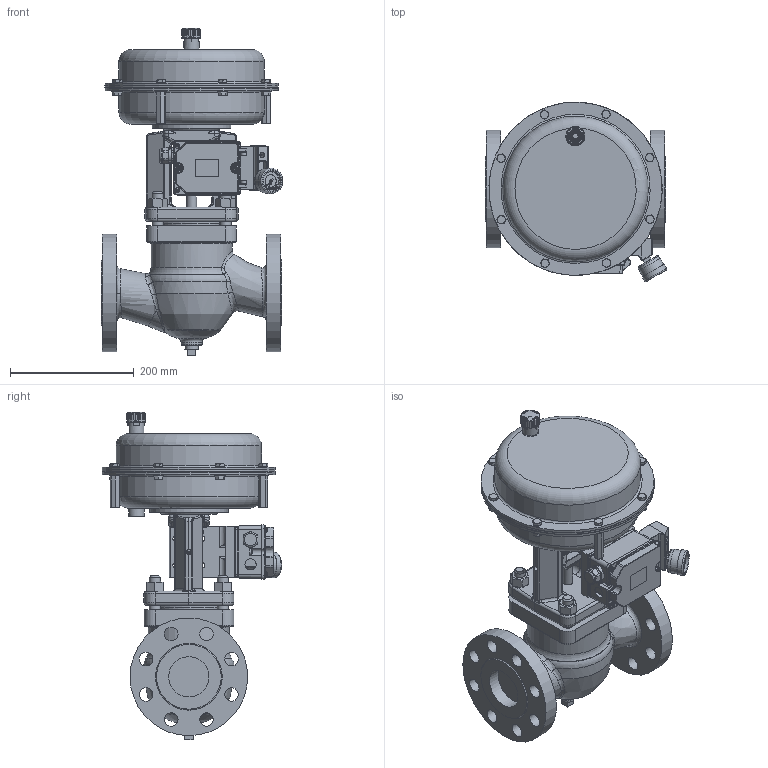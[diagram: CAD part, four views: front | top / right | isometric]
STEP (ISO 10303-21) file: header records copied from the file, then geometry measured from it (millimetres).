
FILE_DESCRIPTION(/* description */ (''),/* implementation_level */ '2;1');
FILE_NAME(/* name */ 'rct20-065-a0300-00.stp',/* time_stamp */ '2025-01-15T10:27:36+09:00',/* author */ ('nakaot'),/* organization */ (''),/* preprocessor_version */ 'ST-DEVELOPER v18.1',/* originating_system */ 'Autodesk Inventor 2022',/* authorisation */ '');
FILE_SCHEMA (('AUTOMOTIVE_DESIGN { 1 0 10303 214 3 1 1 }'));
Products named in the file (1): 65A-CT20_ASME300_4071_Fix
Bounding box: 293.39 x 289.84 x 529.79 mm (x, y, z)
Volume: 11722197.2 mm3; surface area: 723672.4 mm2
Topology: 1 solids, 1 shells, 3502 faces, 9183 edges, 5786 vertices
Faces by surface type: plane 1328, cylinder 737, bspline 709, cone 505, torus 176, sphere 47
Full cylindrical faces by diameter (mm): 1 x1, 1.5 x4, 1.72 x2, 2 x2, 4 x2, 4.2 x1, 4.4 x2, 4.5 x4, 5 x1, 5.2 x1, 6.466 x8, 7.2 x2, 8 x13, 8.4 x1, 8.57 x1, 8.6 x4, 9.5 x2, 13 x8, 14 x2, 16 x5, 17 x8, 18 x8, 20 x1, 22 x16, 22.9 x1, 24 x1, 25 x2, 29.909 x1, 30 x4, 30.7 x1
Entity records: 150146 total; most frequent: CARTESIAN_POINT 65758, ORIENTED_EDGE 18312, DIRECTION 15310, EDGE_CURVE 9156, AXIS2_PLACEMENT_3D 5812, VERTEX_POINT 5786, EDGE_LOOP 3794, LINE 3686
